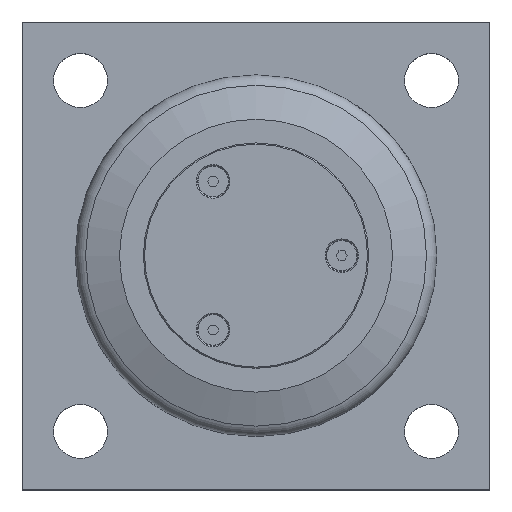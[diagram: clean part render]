
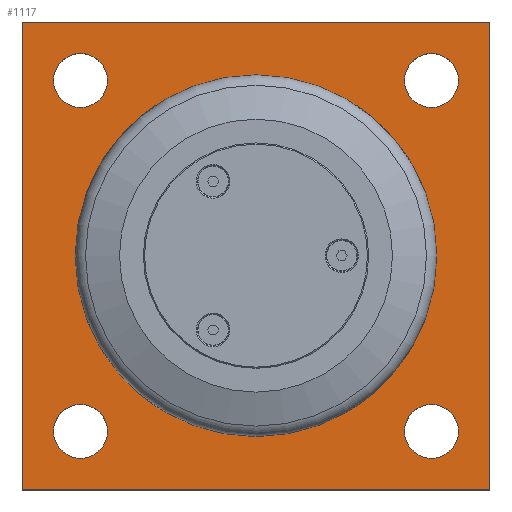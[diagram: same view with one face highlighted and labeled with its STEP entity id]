
A CAD part, top view. The second image highlights one B-rep face of the part: STEP entity #1117.
In plain terms, the highlighted planar face has unit normal (0, 0, 1).
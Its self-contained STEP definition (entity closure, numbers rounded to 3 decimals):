
#39=FACE_BOUND('',#260,.T.);
#40=FACE_BOUND('',#261,.T.);
#41=FACE_BOUND('',#262,.T.);
#42=FACE_BOUND('',#263,.T.);
#43=FACE_BOUND('',#264,.T.);
#97=CIRCLE('',#1246,29.);
#102=CIRCLE('',#1254,6.918);
#103=CIRCLE('',#1255,6.918);
#104=CIRCLE('',#1256,6.918);
#105=CIRCLE('',#1257,6.918);
#106=CIRCLE('',#1258,6.918);
#107=CIRCLE('',#1259,6.918);
#108=CIRCLE('',#1260,6.918);
#109=CIRCLE('',#1261,6.918);
#182=FACE_OUTER_BOUND('',#259,.T.);
#259=EDGE_LOOP('',(#962,#963,#964,#965));
#260=EDGE_LOOP('',(#966,#967));
#261=EDGE_LOOP('',(#968,#969));
#262=EDGE_LOOP('',(#970,#971));
#263=EDGE_LOOP('',(#972,#973));
#264=EDGE_LOOP('',(#974));
#351=LINE('',#1918,#439);
#352=LINE('',#1920,#440);
#353=LINE('',#1922,#441);
#354=LINE('',#1923,#442);
#439=VECTOR('',#1562,10.);
#440=VECTOR('',#1563,10.);
#441=VECTOR('',#1564,10.);
#442=VECTOR('',#1565,10.);
#537=VERTEX_POINT('',#1901);
#542=VERTEX_POINT('',#1916);
#543=VERTEX_POINT('',#1917);
#544=VERTEX_POINT('',#1919);
#545=VERTEX_POINT('',#1921);
#546=VERTEX_POINT('',#1924);
#547=VERTEX_POINT('',#1925);
#548=VERTEX_POINT('',#1928);
#549=VERTEX_POINT('',#1929);
#550=VERTEX_POINT('',#1932);
#551=VERTEX_POINT('',#1933);
#552=VERTEX_POINT('',#1936);
#553=VERTEX_POINT('',#1937);
#681=EDGE_CURVE('',#537,#537,#97,.T.);
#687=EDGE_CURVE('',#542,#543,#351,.T.);
#688=EDGE_CURVE('',#544,#542,#352,.T.);
#689=EDGE_CURVE('',#545,#544,#353,.T.);
#690=EDGE_CURVE('',#543,#545,#354,.T.);
#691=EDGE_CURVE('',#546,#547,#102,.T.);
#692=EDGE_CURVE('',#547,#546,#103,.T.);
#693=EDGE_CURVE('',#548,#549,#104,.T.);
#694=EDGE_CURVE('',#549,#548,#105,.T.);
#695=EDGE_CURVE('',#550,#551,#106,.T.);
#696=EDGE_CURVE('',#551,#550,#107,.T.);
#697=EDGE_CURVE('',#552,#553,#108,.T.);
#698=EDGE_CURVE('',#553,#552,#109,.T.);
#962=ORIENTED_EDGE('',*,*,#687,.F.);
#963=ORIENTED_EDGE('',*,*,#688,.F.);
#964=ORIENTED_EDGE('',*,*,#689,.F.);
#965=ORIENTED_EDGE('',*,*,#690,.F.);
#966=ORIENTED_EDGE('',*,*,#691,.T.);
#967=ORIENTED_EDGE('',*,*,#692,.T.);
#968=ORIENTED_EDGE('',*,*,#693,.T.);
#969=ORIENTED_EDGE('',*,*,#694,.T.);
#970=ORIENTED_EDGE('',*,*,#695,.T.);
#971=ORIENTED_EDGE('',*,*,#696,.T.);
#972=ORIENTED_EDGE('',*,*,#697,.T.);
#973=ORIENTED_EDGE('',*,*,#698,.T.);
#974=ORIENTED_EDGE('',*,*,#681,.T.);
#1058=PLANE('',#1253);
#1117=ADVANCED_FACE('',(#182,#39,#40,#41,#42,#43),#1058,.T.);
#1246=AXIS2_PLACEMENT_3D('',#1903,#1545,#1546);
#1253=AXIS2_PLACEMENT_3D('',#1915,#1560,#1561);
#1254=AXIS2_PLACEMENT_3D('',#1926,#1566,#1567);
#1255=AXIS2_PLACEMENT_3D('',#1927,#1568,#1569);
#1256=AXIS2_PLACEMENT_3D('',#1930,#1570,#1571);
#1257=AXIS2_PLACEMENT_3D('',#1931,#1572,#1573);
#1258=AXIS2_PLACEMENT_3D('',#1934,#1574,#1575);
#1259=AXIS2_PLACEMENT_3D('',#1935,#1576,#1577);
#1260=AXIS2_PLACEMENT_3D('',#1938,#1578,#1579);
#1261=AXIS2_PLACEMENT_3D('',#1939,#1580,#1581);
#1545=DIRECTION('center_axis',(0.,0.,-1.));
#1546=DIRECTION('ref_axis',(0.,-1.,0.));
#1560=DIRECTION('center_axis',(0.,0.,1.));
#1561=DIRECTION('ref_axis',(1.,0.,0.));
#1562=DIRECTION('',(0.,1.,0.));
#1563=DIRECTION('',(-1.,0.,0.));
#1564=DIRECTION('',(0.,-1.,0.));
#1565=DIRECTION('',(1.,0.,0.));
#1566=DIRECTION('center_axis',(0.,0.,-1.));
#1567=DIRECTION('ref_axis',(1.,0.,0.));
#1568=DIRECTION('center_axis',(0.,0.,-1.));
#1569=DIRECTION('ref_axis',(1.,0.,0.));
#1570=DIRECTION('center_axis',(0.,0.,-1.));
#1571=DIRECTION('ref_axis',(1.,0.,0.));
#1572=DIRECTION('center_axis',(0.,0.,-1.));
#1573=DIRECTION('ref_axis',(1.,0.,0.));
#1574=DIRECTION('center_axis',(0.,0.,-1.));
#1575=DIRECTION('ref_axis',(1.,0.,0.));
#1576=DIRECTION('center_axis',(0.,0.,-1.));
#1577=DIRECTION('ref_axis',(1.,0.,0.));
#1578=DIRECTION('center_axis',(0.,0.,-1.));
#1579=DIRECTION('ref_axis',(1.,0.,0.));
#1580=DIRECTION('center_axis',(0.,0.,-1.));
#1581=DIRECTION('ref_axis',(1.,0.,0.));
#1901=CARTESIAN_POINT('',(60.,89.,20.));
#1903=CARTESIAN_POINT('Origin',(60.,60.,20.));
#1915=CARTESIAN_POINT('Origin',(60.,60.,20.));
#1916=CARTESIAN_POINT('',(0.,0.,20.));
#1917=CARTESIAN_POINT('',(0.,120.,20.));
#1918=CARTESIAN_POINT('',(0.,120.,20.));
#1919=CARTESIAN_POINT('',(120.,0.,20.));
#1920=CARTESIAN_POINT('',(0.,0.,20.));
#1921=CARTESIAN_POINT('',(120.,120.,20.));
#1922=CARTESIAN_POINT('',(120.,0.,20.));
#1923=CARTESIAN_POINT('',(120.,120.,20.));
#1924=CARTESIAN_POINT('',(21.918,105.,20.));
#1925=CARTESIAN_POINT('',(8.083,105.,20.));
#1926=CARTESIAN_POINT('Origin',(15.,105.,20.));
#1927=CARTESIAN_POINT('Origin',(15.,105.,20.));
#1928=CARTESIAN_POINT('',(111.918,105.,20.));
#1929=CARTESIAN_POINT('',(98.083,105.,20.));
#1930=CARTESIAN_POINT('Origin',(105.,105.,20.));
#1931=CARTESIAN_POINT('Origin',(105.,105.,20.));
#1932=CARTESIAN_POINT('',(111.918,15.,20.));
#1933=CARTESIAN_POINT('',(98.083,15.,20.));
#1934=CARTESIAN_POINT('Origin',(105.,15.,20.));
#1935=CARTESIAN_POINT('Origin',(105.,15.,20.));
#1936=CARTESIAN_POINT('',(21.918,15.,20.));
#1937=CARTESIAN_POINT('',(8.083,15.,20.));
#1938=CARTESIAN_POINT('Origin',(15.,15.,20.));
#1939=CARTESIAN_POINT('Origin',(15.,15.,20.));
